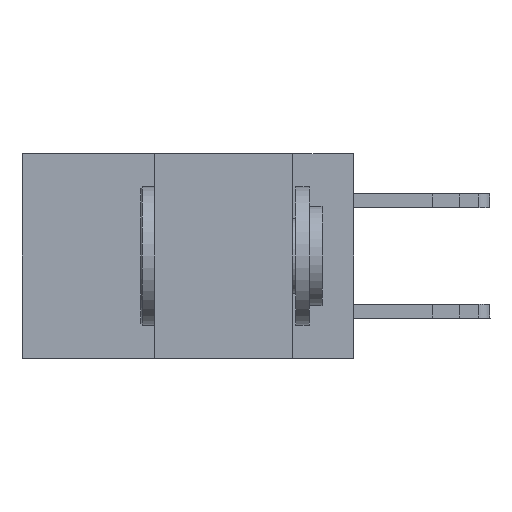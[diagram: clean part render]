
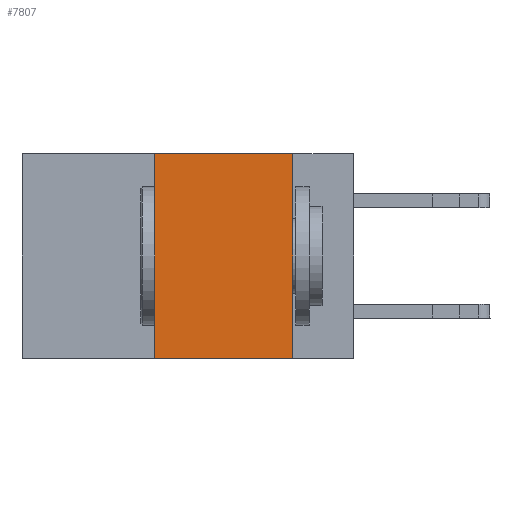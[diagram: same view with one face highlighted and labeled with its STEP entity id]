
A CAD part, left-side view. The second image highlights one B-rep face of the part: STEP entity #7807.
In plain terms, the highlighted planar face has unit normal (-1, 0, 0).
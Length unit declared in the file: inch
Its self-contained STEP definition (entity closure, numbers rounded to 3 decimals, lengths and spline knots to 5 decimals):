
#1371 = DIRECTION ( 'NONE',  ( 0., 0., -1. ) ) ;
#2224 = EDGE_CURVE ( 'NONE', #2609, #13702, #17474, .T. ) ;
#2259 = VERTEX_POINT ( 'NONE', #19899 ) ;
#2609 = VERTEX_POINT ( 'NONE', #22441 ) ;
#2667 = DIRECTION ( 'NONE',  ( 1., 0., 0. ) ) ;
#3427 = VECTOR ( 'NONE', #21528, 39.37008 ) ;
#6071 = VERTEX_POINT ( 'NONE', #17203 ) ;
#6174 = AXIS2_PLACEMENT_3D ( 'NONE', #13367, #2667, #15122 ) ;
#7136 = ORIENTED_EDGE ( 'NONE', *, *, #7408, .T. ) ;
#7408 = EDGE_CURVE ( 'NONE', #2259, #6071, #15917, .T. ) ;
#7807 = ADVANCED_FACE ( 'NONE', ( #11739 ), #9685, .F. ) ;
#8819 = DIRECTION ( 'NONE',  ( 0., 0., 1. ) ) ;
#9685 = PLANE ( 'NONE',  #6174 ) ;
#9745 = EDGE_CURVE ( 'NONE', #2259, #2609, #9926, .T. ) ;
#9926 = LINE ( 'NONE', #17591, #18002 ) ;
#11206 = VECTOR ( 'NONE', #15728, 39.37008 ) ;
#11382 = EDGE_LOOP ( 'NONE', ( #18127, #13627, #21073, #7136 ) ) ;
#11739 = FACE_OUTER_BOUND ( 'NONE', #11382, .T. ) ;
#12506 = VECTOR ( 'NONE', #1371, 39.37008 ) ;
#13367 = CARTESIAN_POINT ( 'NONE',  ( 0., 0.6, 0. ) ) ;
#13627 = ORIENTED_EDGE ( 'NONE', *, *, #2224, .F. ) ;
#13702 = VERTEX_POINT ( 'NONE', #16709 ) ;
#14805 = CARTESIAN_POINT ( 'NONE',  ( 0., 0.6, 0. ) ) ;
#15122 = DIRECTION ( 'NONE',  ( 0., 0., -1. ) ) ;
#15728 = DIRECTION ( 'NONE',  ( 0., -1., 0. ) ) ;
#15917 = LINE ( 'NONE', #17306, #11206 ) ;
#16709 = CARTESIAN_POINT ( 'NONE',  ( 0., 0.11, 0. ) ) ;
#17203 = CARTESIAN_POINT ( 'NONE',  ( 0., 0.11, -0.37 ) ) ;
#17306 = CARTESIAN_POINT ( 'NONE',  ( 0., 0.6, -0.37 ) ) ;
#17474 = LINE ( 'NONE', #14805, #3427 ) ;
#17591 = CARTESIAN_POINT ( 'NONE',  ( 0., 0.36, 0. ) ) ;
#18002 = VECTOR ( 'NONE', #8819, 39.37008 ) ;
#18127 = ORIENTED_EDGE ( 'NONE', *, *, #20272, .F. ) ;
#19899 = CARTESIAN_POINT ( 'NONE',  ( 0., 0.36, -0.37 ) ) ;
#20272 = EDGE_CURVE ( 'NONE', #13702, #6071, #21605, .T. ) ;
#21073 = ORIENTED_EDGE ( 'NONE', *, *, #9745, .F. ) ;
#21528 = DIRECTION ( 'NONE',  ( 0., -1., 0. ) ) ;
#21605 = LINE ( 'NONE', #22288, #12506 ) ;
#22288 = CARTESIAN_POINT ( 'NONE',  ( 0., 0.11, 0. ) ) ;
#22441 = CARTESIAN_POINT ( 'NONE',  ( 0., 0.36, 0. ) ) ;
